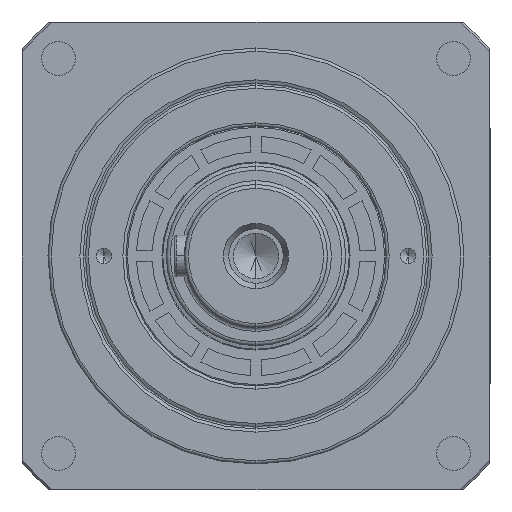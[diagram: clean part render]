
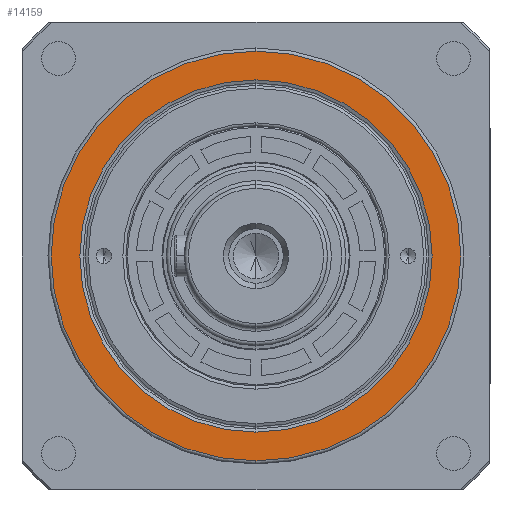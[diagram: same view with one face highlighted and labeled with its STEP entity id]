
A CAD part, left-side view. The second image highlights one B-rep face of the part: STEP entity #14159.
In plain terms, the highlighted planar face has unit normal (-1, 0, 0).
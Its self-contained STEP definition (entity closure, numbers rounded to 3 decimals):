
#1162 = DIRECTION ( 'NONE',  ( 0., 0., 1. ) ) ;
#1550 = CIRCLE ( 'NONE', #2344, 67.75 ) ;
#1590 = DIRECTION ( 'NONE',  ( -1., 0., 0. ) ) ;
#1624 = PLANE ( 'NONE',  #20088 ) ;
#1702 = VERTEX_POINT ( 'NONE', #14542 ) ;
#2344 = AXIS2_PLACEMENT_3D ( 'NONE', #14597, #1590, #19680 ) ;
#2542 = EDGE_CURVE ( 'NONE', #1702, #11928, #14285, .T. ) ;
#2613 = DIRECTION ( 'NONE',  ( -1., 0., 0. ) ) ;
#2776 = ORIENTED_EDGE ( 'NONE', *, *, #6900, .F. ) ;
#3835 = AXIS2_PLACEMENT_3D ( 'NONE', #4330, #2613, #1162 ) ;
#4235 = FACE_OUTER_BOUND ( 'NONE', #7824, .T. ) ;
#4330 = CARTESIAN_POINT ( 'NONE',  ( -110.5, 0., 0. ) ) ;
#5293 = DIRECTION ( 'NONE',  ( -1., 0., 0. ) ) ;
#6259 = CIRCLE ( 'NONE', #3835, 78.8 ) ;
#6677 = AXIS2_PLACEMENT_3D ( 'NONE', #11957, #5293, #13612 ) ;
#6900 = EDGE_CURVE ( 'NONE', #11928, #1702, #1550, .T. ) ;
#7653 = DIRECTION ( 'NONE',  ( 0., 0., 1. ) ) ;
#7824 = EDGE_LOOP ( 'NONE', ( #13430, #9953 ) ) ;
#7964 = ORIENTED_EDGE ( 'NONE', *, *, #2542, .F. ) ;
#7989 = FACE_BOUND ( 'NONE', #19857, .T. ) ;
#8796 = VERTEX_POINT ( 'NONE', #11989 ) ;
#9577 = DIRECTION ( 'NONE',  ( -1., 0., 0. ) ) ;
#9953 = ORIENTED_EDGE ( 'NONE', *, *, #13461, .T. ) ;
#11613 = CARTESIAN_POINT ( 'NONE',  ( -110.5, 0., 78.8 ) ) ;
#11928 = VERTEX_POINT ( 'NONE', #20619 ) ;
#11957 = CARTESIAN_POINT ( 'NONE',  ( -110.5, 0., 0. ) ) ;
#11989 = CARTESIAN_POINT ( 'NONE',  ( -110.5, 0., -78.8 ) ) ;
#12876 = CARTESIAN_POINT ( 'NONE',  ( -110.5, 0., 0. ) ) ;
#13430 = ORIENTED_EDGE ( 'NONE', *, *, #20140, .T. ) ;
#13461 = EDGE_CURVE ( 'NONE', #8796, #14668, #6259, .T. ) ;
#13612 = DIRECTION ( 'NONE',  ( 0., 0., 1. ) ) ;
#13867 = AXIS2_PLACEMENT_3D ( 'NONE', #16017, #17462, #7653 ) ;
#14159 = ADVANCED_FACE ( 'NONE', ( #4235, #7989 ), #1624, .T. ) ;
#14285 = CIRCLE ( 'NONE', #6677, 67.75 ) ;
#14542 = CARTESIAN_POINT ( 'NONE',  ( -110.5, 0., -67.75 ) ) ;
#14597 = CARTESIAN_POINT ( 'NONE',  ( -110.5, 0., 0. ) ) ;
#14668 = VERTEX_POINT ( 'NONE', #11613 ) ;
#14679 = CIRCLE ( 'NONE', #13867, 78.8 ) ;
#16017 = CARTESIAN_POINT ( 'NONE',  ( -110.5, 0., 0. ) ) ;
#17462 = DIRECTION ( 'NONE',  ( -1., 0., 0. ) ) ;
#19502 = DIRECTION ( 'NONE',  ( 0., 0., 1. ) ) ;
#19680 = DIRECTION ( 'NONE',  ( 0., 0., 1. ) ) ;
#19857 = EDGE_LOOP ( 'NONE', ( #2776, #7964 ) ) ;
#20088 = AXIS2_PLACEMENT_3D ( 'NONE', #12876, #9577, #19502 ) ;
#20140 = EDGE_CURVE ( 'NONE', #14668, #8796, #14679, .T. ) ;
#20619 = CARTESIAN_POINT ( 'NONE',  ( -110.5, 0., 67.75 ) ) ;
